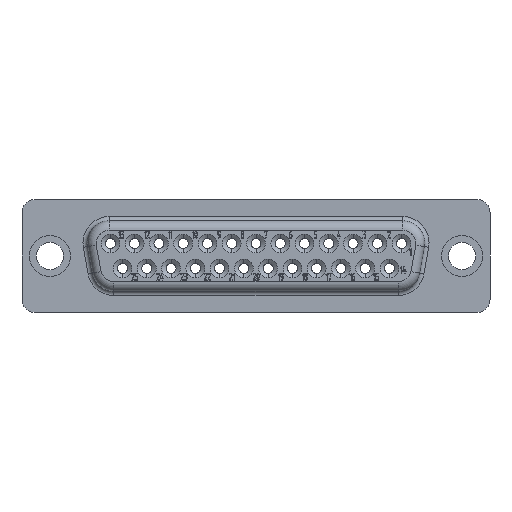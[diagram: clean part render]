
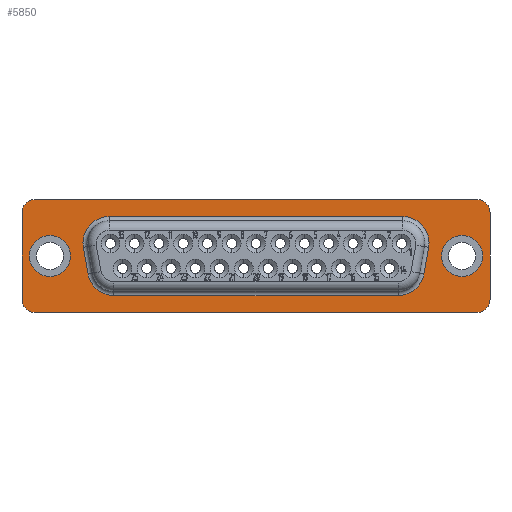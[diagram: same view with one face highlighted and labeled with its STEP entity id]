
A CAD part, front view. The second image highlights one B-rep face of the part: STEP entity #5850.
In plain terms, the highlighted face is planar.
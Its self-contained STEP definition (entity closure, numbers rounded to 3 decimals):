
#120=CARTESIAN_POINT('',(-222.401,186.317,13.12));
#130=VERTEX_POINT('',#120);
#160=CARTESIAN_POINT('',(-222.401,0.,13.12));
#170=DIRECTION('',(0.,1.,0.));
#180=VECTOR('',#170,1.);
#190=LINE('',#160,#180);
#200=CARTESIAN_POINT('',(-222.401,236.737,13.12));
#210=VERTEX_POINT('',#200);
#220=EDGE_CURVE('',#130,#210,#190,.T.);
#530=CARTESIAN_POINT('',(-220.901,186.317,13.12));
#540=DIRECTION('',(0.,0.,-1.));
#550=DIRECTION('',(-1.,0.,0.));
#560=AXIS2_PLACEMENT_3D('',#530,#540,#550);
#570=CIRCLE('',#560,1.5);
#580=CARTESIAN_POINT('',(-220.901,184.817,13.12));
#590=VERTEX_POINT('',#580);
#600=EDGE_CURVE('',#590,#130,#570,.T.);
#970=CARTESIAN_POINT('',(-209.471,186.317,13.12));
#980=VERTEX_POINT('',#970);
#1150=CARTESIAN_POINT('',(-209.471,236.737,13.12));
#1160=VERTEX_POINT('',#1150);
#1190=CARTESIAN_POINT('',(-209.471,0.,13.12));
#1200=DIRECTION('',(0.,-1.,0.));
#1210=VECTOR('',#1200,1.);
#1220=LINE('',#1190,#1210);
#1230=EDGE_CURVE('',#1160,#980,#1220,.T.);
#1520=CARTESIAN_POINT('',(-210.971,184.817,13.12));
#1530=VERTEX_POINT('',#1520);
#1560=CARTESIAN_POINT('',(0.19,184.817,13.12)
);
#1570=DIRECTION('',(-1.,0.,0.));
#1580=VECTOR('',#1570,1.);
#1590=LINE('',#1560,#1580);
#1600=EDGE_CURVE('',#1530,#590,#1590,.T.);
#1860=CARTESIAN_POINT('',(-210.971,186.317,13.12));
#1870=DIRECTION('',(0.,0.,1.));
#1880=DIRECTION('',(1.,0.,0.));
#1890=AXIS2_PLACEMENT_3D('',#1860,#1870,#1880);
#1900=CIRCLE('',#1890,1.5);
#1910=EDGE_CURVE('',#1530,#980,#1900,.T.);
#4290=CARTESIAN_POINT('',(-215.936,190.357,13.12));
#4300=VERTEX_POINT('',#4290);
#4330=CARTESIAN_POINT('',(-215.936,188.007,13.12));
#4340=DIRECTION('',(0.,0.,-1.));
#4350=DIRECTION('',(0.,1.,0.));
#4360=AXIS2_PLACEMENT_3D('',#4330,#4340,#4350);
#4370=CIRCLE('',#4360,2.35);
#4380=CARTESIAN_POINT('',(-215.936,185.657,13.12));
#4390=VERTEX_POINT('',#4380);
#4400=EDGE_CURVE('',#4390,#4300,#4370,.T.);
#4590=CARTESIAN_POINT('',(-216.405,252.102,
13.12));
#4600=DIRECTION('',(0.,0.,1.));
#4610=DIRECTION('',(-1.,0.,0.));
#4620=AXIS2_PLACEMENT_3D('',#4590,#4600,#4610);
#4630=PLANE('',#4620);
#4640=CARTESIAN_POINT('',(-214.426,228.277,13.12));
#4650=DIRECTION('',(0.,0.,-1.));
#4660=DIRECTION('',(-1.,0.,0.));
#4670=AXIS2_PLACEMENT_3D('',#4640,#4650,#4660);
#4680=CIRCLE('',#4670,3.);
#4690=CARTESIAN_POINT('',(-214.947,231.232,
13.12));
#4700=VERTEX_POINT('',#4690);
#4710=CARTESIAN_POINT('',(-211.426,228.277,13.12));
#4720=VERTEX_POINT('',#4710);
#4730=EDGE_CURVE('',#4700,#4720,#4680,.T.);
#4740=ORIENTED_EDGE('',*,*,#4730,.F.);
#4750=CARTESIAN_POINT('',(-211.426,0.,13.12));
#4760=DIRECTION('',(0.,1.,0.));
#4770=VECTOR('',#4760,1.);
#4780=LINE('',#4750,#4770);
#4790=CARTESIAN_POINT('',(-211.426,194.777,13.12));
#4800=VERTEX_POINT('',#4790);
#4810=EDGE_CURVE('',#4800,#4720,#4780,.T.);
#4820=ORIENTED_EDGE('',*,*,#4810,.T.);
#4830=CARTESIAN_POINT('',(-214.426,194.777,13.12));
#4840=DIRECTION('',(0.,0.,-1.));
#4850=DIRECTION('',(-1.,0.,0.));
#4860=AXIS2_PLACEMENT_3D('',#4830,#4840,#4850);
#4870=CIRCLE('',#4860,3.);
#4880=CARTESIAN_POINT('',(-214.947,191.823,
13.12));
#4890=VERTEX_POINT('',#4880);
#4900=EDGE_CURVE('',#4800,#4890,#4870,.T.);
#4910=ORIENTED_EDGE('',*,*,#4900,.F.);
#4920=CARTESIAN_POINT('',(0.19,153.888,
13.12));
#4930=DIRECTION('',(-0.985,0.174,0.));
#4940=VECTOR('',#4930,1.);
#4950=LINE('',#4920,#4940);
#4960=CARTESIAN_POINT('',(-217.967,192.355,
13.12));
#4970=VERTEX_POINT('',#4960);
#4980=EDGE_CURVE('',#4890,#4970,#4950,.T.);
#4990=ORIENTED_EDGE('',*,*,#4980,.F.);
#5000=CARTESIAN_POINT('',(-217.446,195.31,13.12))
;
#5010=DIRECTION('',(0.,0.,1.));
#5020=DIRECTION('',(1.,0.,0.));
#5030=AXIS2_PLACEMENT_3D('',#5000,#5010,#5020);
#5040=CIRCLE('',#5030,3.);
#5050=CARTESIAN_POINT('',(-220.446,195.31,13.12))
;
#5060=VERTEX_POINT('',#5050);
#5070=EDGE_CURVE('',#5060,#4970,#5040,.T.);
#5080=ORIENTED_EDGE('',*,*,#5070,.T.);
#5090=CARTESIAN_POINT('',(-220.446,0.,13.12));
#5100=DIRECTION('',(0.,1.,0.));
#5110=VECTOR('',#5100,1.);
#5120=LINE('',#5090,#5110);
#5130=CARTESIAN_POINT('',(-220.446,227.745,13.12)
);
#5140=VERTEX_POINT('',#5130);
#5150=EDGE_CURVE('',#5060,#5140,#5120,.T.);
#5160=ORIENTED_EDGE('',*,*,#5150,.F.);
#5170=CARTESIAN_POINT('',(-217.446,227.745,13.12)
);
#5180=DIRECTION('',(0.,0.,1.));
#5190=DIRECTION('',(1.,0.,0.));
#5200=AXIS2_PLACEMENT_3D('',#5170,#5180,#5190);
#5210=CIRCLE('',#5200,3.);
#5220=CARTESIAN_POINT('',(-217.967,230.699,
13.12));
#5230=VERTEX_POINT('',#5220);
#5240=EDGE_CURVE('',#5230,#5140,#5210,.T.);
#5250=ORIENTED_EDGE('',*,*,#5240,.T.);
#5260=CARTESIAN_POINT('',(0.19,269.166,
13.12));
#5270=DIRECTION('',(0.985,0.174,0.));
#5280=VECTOR('',#5270,1.);
#5290=LINE('',#5260,#5280);
#5300=EDGE_CURVE('',#5230,#4700,#5290,.T.);
#5310=ORIENTED_EDGE('',*,*,#5300,.F.);
#5320=EDGE_LOOP('',(#5310,#5250,#5160,#5080,#4990,#4910,#4820,#4740));
#5330=FACE_BOUND('',#5320,.T.);
#5340=CARTESIAN_POINT('',(-215.936,235.047,13.12));
#5350=DIRECTION('',(0.,0.,-1.));
#5360=DIRECTION('',(0.,1.,0.));
#5370=AXIS2_PLACEMENT_3D('',#5340,#5350,#5360);
#5380=CIRCLE('',#5370,2.35);
#5390=CARTESIAN_POINT('',(-215.936,237.397,13.12));
#5400=VERTEX_POINT('',#5390);
#5410=CARTESIAN_POINT('',(-215.936,232.697,13.12));
#5420=VERTEX_POINT('',#5410);
#5430=EDGE_CURVE('',#5400,#5420,#5380,.T.);
#5440=ORIENTED_EDGE('',*,*,#5430,.F.);
#5450=EDGE_CURVE('',#5420,#5400,#5380,.T.);
#5460=ORIENTED_EDGE('',*,*,#5450,.F.);
#5470=EDGE_LOOP('',(#5460,#5440));
#5480=FACE_BOUND('',#5470,.T.);
#5490=EDGE_CURVE('',#4300,#4390,#4370,.T.);
#5500=ORIENTED_EDGE('',*,*,#5490,.F.);
#5510=ORIENTED_EDGE('',*,*,#4400,.F.);
#5520=EDGE_LOOP('',(#5510,#5500));
#5530=FACE_BOUND('',#5520,.T.);
#5540=CARTESIAN_POINT('',(-210.971,236.737,13.12));
#5550=DIRECTION('',(0.,0.,-1.));
#5560=DIRECTION('',(-1.,0.,0.));
#5570=AXIS2_PLACEMENT_3D('',#5540,#5550,#5560);
#5580=CIRCLE('',#5570,1.5);
#5590=CARTESIAN_POINT('',(-210.971,238.237,13.12));
#5600=VERTEX_POINT('',#5590);
#5610=EDGE_CURVE('',#5600,#1160,#5580,.T.);
#5620=ORIENTED_EDGE('',*,*,#5610,.T.);
#5630=CARTESIAN_POINT('',(0.19,238.237,13.12)
);
#5640=DIRECTION('',(1.,0.,0.));
#5650=VECTOR('',#5640,1.);
#5660=LINE('',#5630,#5650);
#5670=CARTESIAN_POINT('',(-220.901,238.237,13.12));
#5680=VERTEX_POINT('',#5670);
#5690=EDGE_CURVE('',#5680,#5600,#5660,.T.);
#5700=ORIENTED_EDGE('',*,*,#5690,.T.);
#5710=CARTESIAN_POINT('',(-220.901,236.737,13.12));
#5720=DIRECTION('',(0.,0.,1.));
#5730=DIRECTION('',(1.,0.,0.));
#5740=AXIS2_PLACEMENT_3D('',#5710,#5720,#5730);
#5750=CIRCLE('',#5740,1.5);
#5760=EDGE_CURVE('',#5680,#210,#5750,.T.);
#5770=ORIENTED_EDGE('',*,*,#5760,.F.);
#5780=ORIENTED_EDGE('',*,*,#220,.T.);
#5790=ORIENTED_EDGE('',*,*,#600,.T.);
#5800=ORIENTED_EDGE('',*,*,#1600,.T.);
#5810=ORIENTED_EDGE('',*,*,#1910,.F.);
#5820=ORIENTED_EDGE('',*,*,#1230,.T.);
#5830=EDGE_LOOP('',(#5820,#5810,#5800,#5790,#5780,#5770,#5700,#5620));
#5840=FACE_OUTER_BOUND('',#5830,.T.);
#5850=ADVANCED_FACE('',(#5330,#5480,#5530,#5840),#4630,.F.);
